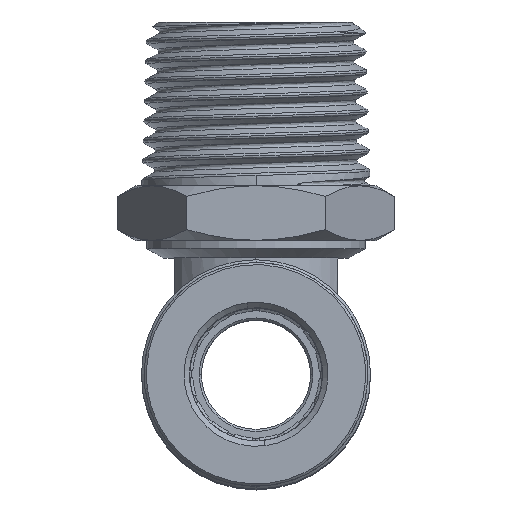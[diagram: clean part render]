
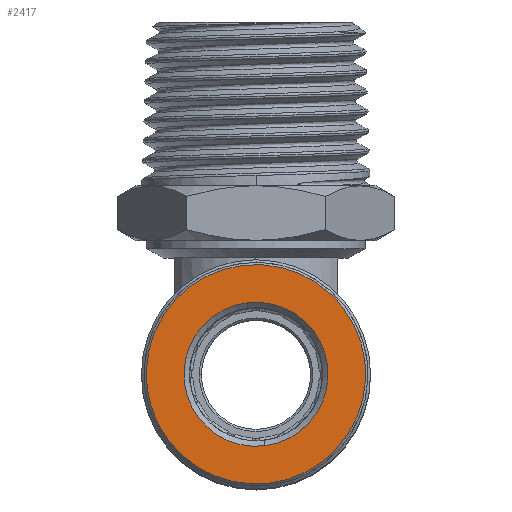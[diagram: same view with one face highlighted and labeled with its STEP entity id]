
A CAD part, top view. The second image highlights one B-rep face of the part: STEP entity #2417.
In plain terms, the highlighted planar face has unit normal (0, 0, 1).
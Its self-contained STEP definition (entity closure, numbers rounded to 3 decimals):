
#1136 = ORIENTED_EDGE ( 'NONE', *, *, #46231, .T. ) ;
#2417 = ADVANCED_FACE ( 'NONE', ( #54501, #27408 ), #44997, .T. ) ;
#3930 = ORIENTED_EDGE ( 'NONE', *, *, #40054, .T. ) ;
#7149 = AXIS2_PLACEMENT_3D ( 'NONE', #38234, #12227, #42558 ) ;
#7418 = CIRCLE ( 'NONE', #7149, 6.6 ) ;
#9220 = CARTESIAN_POINT ( 'NONE',  ( 9.972, 1.25, 21.432 ) ) ;
#9663 = DIRECTION ( 'NONE',  ( 0., 0., -1. ) ) ;
#11554 = EDGE_LOOP ( 'NONE', ( #3930, #17177 ) ) ;
#12227 = DIRECTION ( 'NONE',  ( 0., 0., -1. ) ) ;
#14403 = DIRECTION ( 'NONE',  ( 0., 0., 1. ) ) ;
#17177 = ORIENTED_EDGE ( 'NONE', *, *, #31691, .T. ) ;
#17422 = AXIS2_PLACEMENT_3D ( 'NONE', #19202, #49555, #23601 ) ;
#19202 = CARTESIAN_POINT ( 'NONE',  ( 0., 0., 21.432 ) ) ;
#19224 = CARTESIAN_POINT ( 'NONE',  ( -9.972, -1.25, 21.432 ) ) ;
#20125 = AXIS2_PLACEMENT_3D ( 'NONE', #35692, #9663, #40053 ) ;
#23601 = DIRECTION ( 'NONE',  ( 0.992, 0.124, 0. ) ) ;
#25860 = VERTEX_POINT ( 'NONE', #19224 ) ;
#27017 = CARTESIAN_POINT ( 'NONE',  ( -0.821, 6.549, 21.432 ) ) ;
#27022 = CIRCLE ( 'NONE', #20125, 6.6 ) ;
#27408 = FACE_OUTER_BOUND ( 'NONE', #35261, .T. ) ;
#27485 = VERTEX_POINT ( 'NONE', #9220 ) ;
#30342 = CIRCLE ( 'NONE', #55025, 10.05 ) ;
#31691 = EDGE_CURVE ( 'NONE', #44152, #46116, #27022, .T. ) ;
#35261 = EDGE_LOOP ( 'NONE', ( #1136, #39673 ) ) ;
#35692 = CARTESIAN_POINT ( 'NONE',  ( 0., 0., 21.432 ) ) ;
#38234 = CARTESIAN_POINT ( 'NONE',  ( 0., 0., 21.432 ) ) ;
#39673 = ORIENTED_EDGE ( 'NONE', *, *, #43998, .T. ) ;
#40053 = DIRECTION ( 'NONE',  ( -0.124, 0.992, 0. ) ) ;
#40054 = EDGE_CURVE ( 'NONE', #46116, #44152, #7418, .T. ) ;
#40406 = CARTESIAN_POINT ( 'NONE',  ( 0., 0., 21.432 ) ) ;
#41731 = AXIS2_PLACEMENT_3D ( 'NONE', #44393, #44385, #44314 ) ;
#42558 = DIRECTION ( 'NONE',  ( -0.124, 0.992, 0. ) ) ;
#43998 = EDGE_CURVE ( 'NONE', #25860, #27485, #30342, .T. ) ;
#44152 = VERTEX_POINT ( 'NONE', #54239 ) ;
#44314 = DIRECTION ( 'NONE',  ( -0.992, -0.124, 0. ) ) ;
#44385 = DIRECTION ( 'NONE',  ( 0., 0., 1. ) ) ;
#44393 = CARTESIAN_POINT ( 'NONE',  ( 0., 0., 21.432 ) ) ;
#44746 = DIRECTION ( 'NONE',  ( 0.992, 0.124, 0. ) ) ;
#44997 = PLANE ( 'NONE',  #41731 ) ;
#46116 = VERTEX_POINT ( 'NONE', #27017 ) ;
#46231 = EDGE_CURVE ( 'NONE', #27485, #25860, #48699, .T. ) ;
#48699 = CIRCLE ( 'NONE', #17422, 10.05 ) ;
#49555 = DIRECTION ( 'NONE',  ( 0., 0., 1. ) ) ;
#54239 = CARTESIAN_POINT ( 'NONE',  ( 0.821, -6.549, 21.432 ) ) ;
#54501 = FACE_BOUND ( 'NONE', #11554, .T. ) ;
#55025 = AXIS2_PLACEMENT_3D ( 'NONE', #40406, #14403, #44746 ) ;
